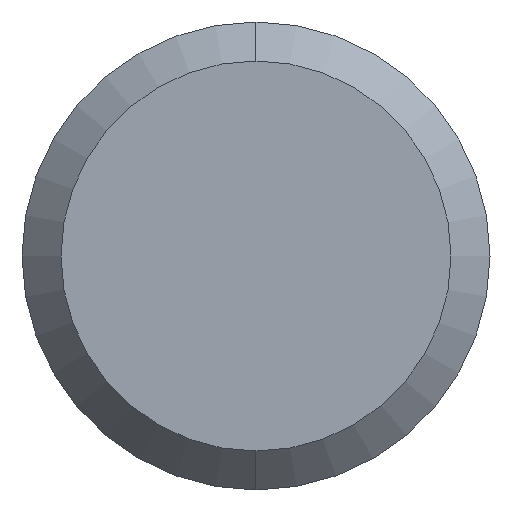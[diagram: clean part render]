
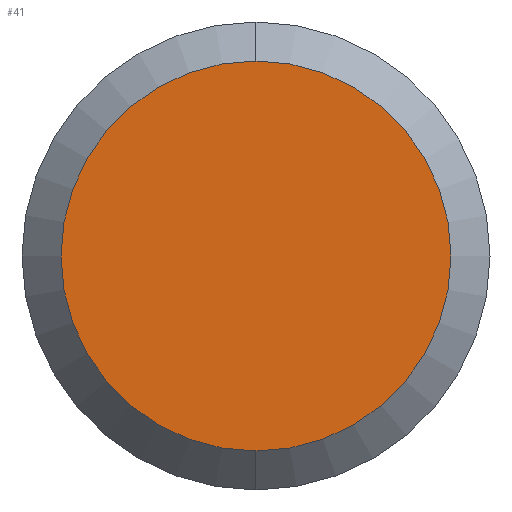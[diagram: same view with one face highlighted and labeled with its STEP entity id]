
A CAD part, left-side view. The second image highlights one B-rep face of the part: STEP entity #41.
In plain terms, the highlighted planar face has unit normal (-1, 0, 0).
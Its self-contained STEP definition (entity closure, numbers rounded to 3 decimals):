
#5 = CARTESIAN_POINT ( 'NONE',  ( 0., 0., -5. ) ) ;
#8 = CARTESIAN_POINT ( 'NONE',  ( 0., 0., 5. ) ) ;
#14 = EDGE_CURVE ( 'NONE', #57, #213, #62, .T. ) ;
#41 = ADVANCED_FACE ( 'NONE', ( #60 ), #163, .F. ) ;
#47 = AXIS2_PLACEMENT_3D ( 'NONE', #127, #179, #144 ) ;
#57 = VERTEX_POINT ( 'NONE', #5 ) ;
#60 = FACE_OUTER_BOUND ( 'NONE', #196, .T. ) ;
#62 = CIRCLE ( 'NONE', #170, 5. ) ;
#64 = AXIS2_PLACEMENT_3D ( 'NONE', #128, #112, #204 ) ;
#71 = DIRECTION ( 'NONE',  ( 0., 0., -1. ) ) ;
#89 = ORIENTED_EDGE ( 'NONE', *, *, #114, .T. ) ;
#112 = DIRECTION ( 'NONE',  ( 1., 0., 0. ) ) ;
#114 = EDGE_CURVE ( 'NONE', #213, #57, #187, .T. ) ;
#123 = DIRECTION ( 'NONE',  ( -1., 0., 0. ) ) ;
#127 = CARTESIAN_POINT ( 'NONE',  ( 0., 0., 0. ) ) ;
#128 = CARTESIAN_POINT ( 'NONE',  ( 0., 0., 0. ) ) ;
#144 = DIRECTION ( 'NONE',  ( 0., 0., -1. ) ) ;
#163 = PLANE ( 'NONE',  #64 ) ;
#170 = AXIS2_PLACEMENT_3D ( 'NONE', #220, #123, #71 ) ;
#178 = ORIENTED_EDGE ( 'NONE', *, *, #14, .T. ) ;
#179 = DIRECTION ( 'NONE',  ( -1., 0., 0. ) ) ;
#187 = CIRCLE ( 'NONE', #47, 5. ) ;
#196 = EDGE_LOOP ( 'NONE', ( #178, #89 ) ) ;
#204 = DIRECTION ( 'NONE',  ( 0., 0., -1. ) ) ;
#213 = VERTEX_POINT ( 'NONE', #8 ) ;
#220 = CARTESIAN_POINT ( 'NONE',  ( 0., 0., 0. ) ) ;
